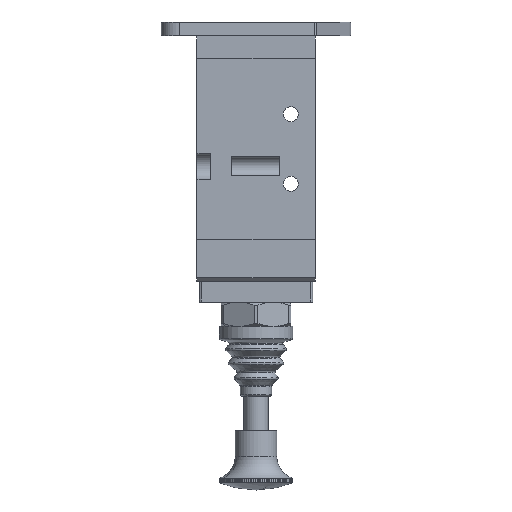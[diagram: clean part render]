
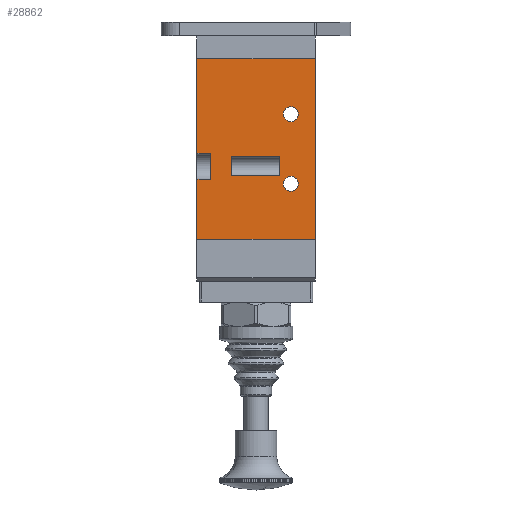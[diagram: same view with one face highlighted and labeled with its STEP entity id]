
A CAD part, left-side view. The second image highlights one B-rep face of the part: STEP entity #28862.
In plain terms, the highlighted planar face has unit normal (-1, 0, 0).
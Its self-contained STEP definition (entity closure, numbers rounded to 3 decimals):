
#82 = CARTESIAN_POINT ( 'NONE',  ( -13.25, 7., -7.75 ) ) ;
#83 = DIRECTION ( 'NONE',  ( 0., 0., 1. ) ) ;
#84 = CARTESIAN_POINT ( 'NONE',  ( -13.25, -6.8, -7.75 ) ) ;
#85 = DIRECTION ( 'NONE',  ( 0., 1., 0. ) ) ;
#86 = CARTESIAN_POINT ( 'NONE',  ( -13.25, -6.8, -7.75 ) ) ;
#87 = DIRECTION ( 'NONE',  ( 0., 0., 1. ) ) ;
#88 = CARTESIAN_POINT ( 'NONE',  ( -13.25, -6.8, -2.25 ) ) ;
#89 = DIRECTION ( 'NONE',  ( 0., 1., 0. ) ) ;
#90 = CARTESIAN_POINT ( 'NONE',  ( -13.25, 17., -26. ) ) ;
#91 = DIRECTION ( 'NONE',  ( 0., 0., 1. ) ) ;
#92 = CARTESIAN_POINT ( 'NONE',  ( -13.25, -33.671, 26. ) ) ;
#93 = DIRECTION ( 'NONE',  ( 0., -1., 0. ) ) ;
#94 = CARTESIAN_POINT ( 'NONE',  ( -13.25, -17., -26. ) ) ;
#95 = DIRECTION ( 'NONE',  ( 0., 0., 1. ) ) ;
#96 = CARTESIAN_POINT ( 'NONE',  ( -13.25, -33.671, -26. ) ) ;
#97 = DIRECTION ( 'NONE',  ( 0., -1., 0. ) ) ;
#98 = CARTESIAN_POINT ( 'NONE',  ( -13.25, 17., -26. ) ) ;
#99 = DIRECTION ( 'NONE',  ( 0., 0., 1. ) ) ;
#100 = CARTESIAN_POINT ( 'NONE',  ( -13.25, 13., -8.75 ) ) ;
#101 = DIRECTION ( 'NONE',  ( 0., 1., 0. ) ) ;
#102 = CARTESIAN_POINT ( 'NONE',  ( -13.25, 13., -8.75 ) ) ;
#103 = DIRECTION ( 'NONE',  ( 0., 0., 1. ) ) ;
#104 = CARTESIAN_POINT ( 'NONE',  ( -13.25, 13., -1.25 ) ) ;
#105 = DIRECTION ( 'NONE',  ( 0., 1., 0. ) ) ;
#106 = CARTESIAN_POINT ( 'NONE',  ( -13.25, -10., 10. ) ) ;
#107 = DIRECTION ( 'NONE',  ( 1., 0., 0. ) ) ;
#108 = DIRECTION ( 'NONE',  ( 0., 1., 0. ) ) ;
#109 = CARTESIAN_POINT ( 'NONE',  ( -13.25, -10., -10. ) ) ;
#110 = DIRECTION ( 'NONE',  ( 1., 0., 0. ) ) ;
#111 = DIRECTION ( 'NONE',  ( 0., 1., 0. ) ) ;
#422 = CARTESIAN_POINT ( 'NONE',  ( -13.25, -10., -10. ) ) ;
#423 = DIRECTION ( 'NONE',  ( 1., 0., 0. ) ) ;
#424 = DIRECTION ( 'NONE',  ( 0., 1., 0. ) ) ;
#2036 = EDGE_LOOP ( 'NONE', ( #2115, #2114, #2113, #2112 ) ) ;
#2037 = EDGE_LOOP ( 'NONE', ( #2123, #2122, #2121, #2120, #2119, #2118, #2117, #2116 ) ) ;
#2038 = EDGE_LOOP ( 'NONE', ( #2125, #2124 ) ) ;
#2039 = EDGE_LOOP ( 'NONE', ( #2127, #2126 ) ) ;
#2112 = ORIENTED_EDGE ( 'NONE', *, *, #2849, .T. ) ;
#2113 = ORIENTED_EDGE ( 'NONE', *, *, #2850, .T. ) ;
#2114 = ORIENTED_EDGE ( 'NONE', *, *, #2851, .F. ) ;
#2115 = ORIENTED_EDGE ( 'NONE', *, *, #2852, .F. ) ;
#2116 = ORIENTED_EDGE ( 'NONE', *, *, #2853, .F. ) ;
#2117 = ORIENTED_EDGE ( 'NONE', *, *, #2854, .F. ) ;
#2118 = ORIENTED_EDGE ( 'NONE', *, *, #2855, .T. ) ;
#2119 = ORIENTED_EDGE ( 'NONE', *, *, #2856, .T. ) ;
#2120 = ORIENTED_EDGE ( 'NONE', *, *, #2857, .F. ) ;
#2121 = ORIENTED_EDGE ( 'NONE', *, *, #2859, .T. ) ;
#2122 = ORIENTED_EDGE ( 'NONE', *, *, #2860, .F. ) ;
#2123 = ORIENTED_EDGE ( 'NONE', *, *, #2861, .F. ) ;
#2124 = ORIENTED_EDGE ( 'NONE', *, *, #14779, .T. ) ;
#2125 = ORIENTED_EDGE ( 'NONE', *, *, #2862, .T. ) ;
#2126 = ORIENTED_EDGE ( 'NONE', *, *, #3003, .T. ) ;
#2127 = ORIENTED_EDGE ( 'NONE', *, *, #2863, .T. ) ;
#2849 = EDGE_CURVE ( 'NONE', #22768, #22677, #4906, .T. ) ;
#2850 = EDGE_CURVE ( 'NONE', #12146, #22768, #4909, .T. ) ;
#2851 = EDGE_CURVE ( 'NONE', #12146, #22687, #4911, .T. ) ;
#2852 = EDGE_CURVE ( 'NONE', #22687, #22677, #4913, .T. ) ;
#2853 = EDGE_CURVE ( 'NONE', #22706, #22711, #4915, .T. ) ;
#2854 = EDGE_CURVE ( 'NONE', #22711, #22745, #4917, .T. ) ;
#2855 = EDGE_CURVE ( 'NONE', #22688, #22745, #4919, .T. ) ;
#2856 = EDGE_CURVE ( 'NONE', #22673, #22688, #4921, .T. ) ;
#2857 = EDGE_CURVE ( 'NONE', #22673, #12139, #4923, .T. ) ;
#2859 = EDGE_CURVE ( 'NONE', #22670, #12139, #4925, .T. ) ;
#2860 = EDGE_CURVE ( 'NONE', #22670, #22690, #4927, .T. ) ;
#2861 = EDGE_CURVE ( 'NONE', #22690, #22706, #4929, .T. ) ;
#2862 = EDGE_CURVE ( 'NONE', #22760, #22732, #4931, .T. ) ;
#2863 = EDGE_CURVE ( 'NONE', #22669, #22765, #4932, .T. ) ;
#3003 = EDGE_CURVE ( 'NONE', #22765, #22669, #5180, .T. ) ;
#4906 = LINE ( 'NONE', #82, #4908 ) ;
#4908 = VECTOR ( 'NONE', #83, 1000. ) ;
#4909 = LINE ( 'NONE', #84, #4910 ) ;
#4910 = VECTOR ( 'NONE', #85, 1000. ) ;
#4911 = LINE ( 'NONE', #86, #4912 ) ;
#4912 = VECTOR ( 'NONE', #87, 1000. ) ;
#4913 = LINE ( 'NONE', #88, #4914 ) ;
#4914 = VECTOR ( 'NONE', #89, 1000. ) ;
#4915 = LINE ( 'NONE', #90, #4916 ) ;
#4916 = VECTOR ( 'NONE', #91, 1000. ) ;
#4917 = LINE ( 'NONE', #92, #4918 ) ;
#4918 = VECTOR ( 'NONE', #93, 1000. ) ;
#4919 = LINE ( 'NONE', #94, #4920 ) ;
#4920 = VECTOR ( 'NONE', #95, 1000. ) ;
#4921 = LINE ( 'NONE', #96, #4922 ) ;
#4922 = VECTOR ( 'NONE', #97, 1000. ) ;
#4923 = LINE ( 'NONE', #98, #4924 ) ;
#4924 = VECTOR ( 'NONE', #99, 1000. ) ;
#4925 = LINE ( 'NONE', #100, #4926 ) ;
#4926 = VECTOR ( 'NONE', #101, 1000. ) ;
#4927 = LINE ( 'NONE', #102, #4928 ) ;
#4928 = VECTOR ( 'NONE', #103, 1000. ) ;
#4929 = LINE ( 'NONE', #104, #4930 ) ;
#4930 = VECTOR ( 'NONE', #105, 1000. ) ;
#4931 = CIRCLE ( 'NONE', #14991, 2.15 ) ;
#4932 = CIRCLE ( 'NONE', #14992, 2.15 ) ;
#5180 = CIRCLE ( 'NONE', #15025, 2.15 ) ;
#7281 = CARTESIAN_POINT ( 'NONE',  ( -13.25, 17., -8.75 ) ) ;
#7288 = CARTESIAN_POINT ( 'NONE',  ( -13.25, -6.8, -7.75 ) ) ;
#9187 = CIRCLE ( 'NONE', #17332, 2.15 ) ;
#12139 = VERTEX_POINT ( 'NONE', #7281 ) ;
#12146 = VERTEX_POINT ( 'NONE', #7288 ) ;
#13201 = PLANE ( 'NONE',  #17412 ) ;
#13202 = CARTESIAN_POINT ( 'NONE',  ( -13.25, -33.671, -26. ) ) ;
#13203 = DIRECTION ( 'NONE',  ( -1., 0., 0. ) ) ;
#13204 = DIRECTION ( 'NONE',  ( 0., -1., 0. ) ) ;
#14779 = EDGE_CURVE ( 'NONE', #22732, #22760, #9187, .T. ) ;
#14991 = AXIS2_PLACEMENT_3D ( 'NONE', #106, #107, #108 ) ;
#14992 = AXIS2_PLACEMENT_3D ( 'NONE', #109, #110, #111 ) ;
#15025 = AXIS2_PLACEMENT_3D ( 'NONE', #422, #423, #424 ) ;
#17332 = AXIS2_PLACEMENT_3D ( 'NONE', #22903, #22904, #22905 ) ;
#17412 = AXIS2_PLACEMENT_3D ( 'NONE', #13202, #13203, #13204 ) ;
#22669 = VERTEX_POINT ( 'NONE', #24089 ) ;
#22670 = VERTEX_POINT ( 'NONE', #24090 ) ;
#22673 = VERTEX_POINT ( 'NONE', #24096 ) ;
#22677 = VERTEX_POINT ( 'NONE', #24103 ) ;
#22687 = VERTEX_POINT ( 'NONE', #24121 ) ;
#22688 = VERTEX_POINT ( 'NONE', #24122 ) ;
#22690 = VERTEX_POINT ( 'NONE', #24126 ) ;
#22706 = VERTEX_POINT ( 'NONE', #24155 ) ;
#22711 = VERTEX_POINT ( 'NONE', #24164 ) ;
#22732 = VERTEX_POINT ( 'NONE', #24201 ) ;
#22745 = VERTEX_POINT ( 'NONE', #24224 ) ;
#22760 = VERTEX_POINT ( 'NONE', #24251 ) ;
#22765 = VERTEX_POINT ( 'NONE', #24260 ) ;
#22768 = VERTEX_POINT ( 'NONE', #24265 ) ;
#22903 = CARTESIAN_POINT ( 'NONE',  ( -13.25, -10., 10. ) ) ;
#22904 = DIRECTION ( 'NONE',  ( 1., 0., 0. ) ) ;
#22905 = DIRECTION ( 'NONE',  ( 0., 1., 0. ) ) ;
#24089 = CARTESIAN_POINT ( 'NONE',  ( -13.25, -7.85, -10. ) ) ;
#24090 = CARTESIAN_POINT ( 'NONE',  ( -13.25, 13., -8.75 ) ) ;
#24096 = CARTESIAN_POINT ( 'NONE',  ( -13.25, 17., -26. ) ) ;
#24103 = CARTESIAN_POINT ( 'NONE',  ( -13.25, 7., -2.25 ) ) ;
#24121 = CARTESIAN_POINT ( 'NONE',  ( -13.25, -6.8, -2.25 ) ) ;
#24122 = CARTESIAN_POINT ( 'NONE',  ( -13.25, -17., -26. ) ) ;
#24126 = CARTESIAN_POINT ( 'NONE',  ( -13.25, 13., -1.25 ) ) ;
#24155 = CARTESIAN_POINT ( 'NONE',  ( -13.25, 17., -1.25 ) ) ;
#24164 = CARTESIAN_POINT ( 'NONE',  ( -13.25, 17., 26. ) ) ;
#24201 = CARTESIAN_POINT ( 'NONE',  ( -13.25, -12.15, 10. ) ) ;
#24224 = CARTESIAN_POINT ( 'NONE',  ( -13.25, -17., 26. ) ) ;
#24251 = CARTESIAN_POINT ( 'NONE',  ( -13.25, -7.85, 10. ) ) ;
#24260 = CARTESIAN_POINT ( 'NONE',  ( -13.25, -12.15, -10. ) ) ;
#24265 = CARTESIAN_POINT ( 'NONE',  ( -13.25, 7., -7.75 ) ) ;
#25135 = FACE_BOUND ( 'NONE', #2039, .T. ) ;
#25137 = FACE_BOUND ( 'NONE', #2038, .T. ) ;
#25139 = FACE_OUTER_BOUND ( 'NONE', #2037, .T. ) ;
#25141 = FACE_BOUND ( 'NONE', #2036, .T. ) ;
#28862 = ADVANCED_FACE ( 'NONE', ( #25135, #25137, #25139, #25141 ), #13201, .T. ) ;
